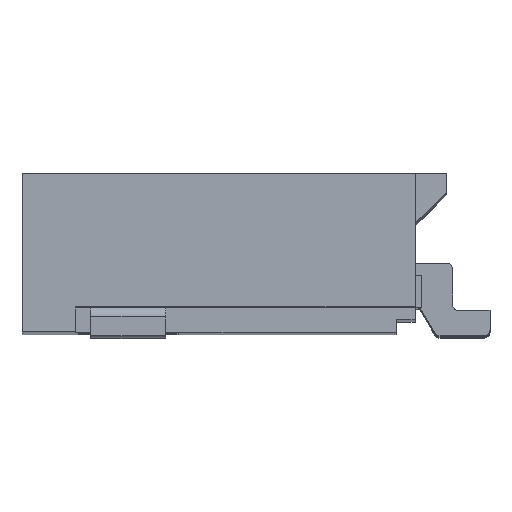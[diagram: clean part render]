
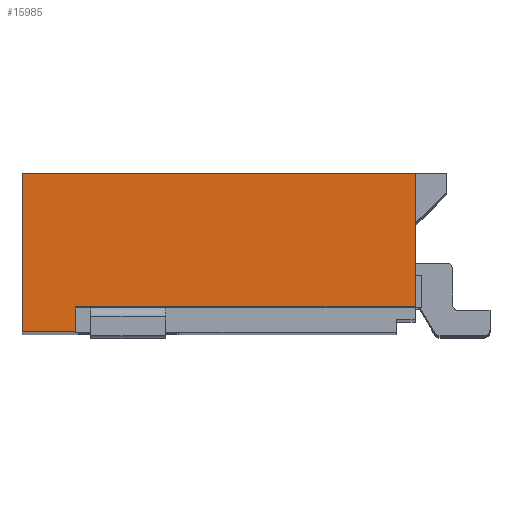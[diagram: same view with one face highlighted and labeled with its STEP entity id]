
A CAD part, top view. The second image highlights one B-rep face of the part: STEP entity #15985.
In plain terms, the highlighted planar face has unit normal (0, 0, 1).
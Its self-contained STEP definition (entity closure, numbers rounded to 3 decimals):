
#1197=DIRECTION('',(0.,-1.,0.));
#1198=VECTOR('',#1197,1.27);
#1199=CARTESIAN_POINT('',(0.,1.27,6.75));
#1200=LINE('14269',#1199,#1198);
#1241=DIRECTION('',(-1.,0.,0.));
#1242=VECTOR('',#1241,3.15);
#1243=CARTESIAN_POINT('',(3.15,1.27,6.75));
#1244=LINE('14270',#1243,#1242);
#1471=DIRECTION('',(1.,0.,0.));
#1472=VECTOR('',#1471,0.43);
#1473=CARTESIAN_POINT('',(0.,0.,6.75));
#1474=LINE('14268',#1473,#1472);
#1479=DIRECTION('',(-1.,0.,0.));
#1480=VECTOR('',#1479,2.72);
#1481=CARTESIAN_POINT('',(3.15,0.2,6.75));
#1482=LINE('14261',#1481,#1480);
#1483=DIRECTION('',(0.,-1.,0.));
#1484=VECTOR('',#1483,1.07);
#1485=CARTESIAN_POINT('',(3.15,1.27,6.75));
#1486=LINE('14247',#1485,#1484);
#1742=DIRECTION('',(0.,-1.,0.));
#1743=VECTOR('',#1742,0.2);
#1744=CARTESIAN_POINT('',(0.43,0.2,6.75));
#1745=LINE('14267',#1744,#1743);
#12221=CARTESIAN_POINT('',(3.15,0.2,6.75));
#12223=VERTEX_POINT('',#12221);
#12225=CARTESIAN_POINT('',(3.15,1.27,6.75));
#12226=VERTEX_POINT('',#12225);
#12245=CARTESIAN_POINT('',(0.43,0.2,6.75));
#12246=VERTEX_POINT('',#12245);
#12253=CARTESIAN_POINT('',(0.43,0.,6.75));
#12254=VERTEX_POINT('',#12253);
#12255=CARTESIAN_POINT('',(0.,0.,6.75));
#12256=VERTEX_POINT('',#12255);
#12257=CARTESIAN_POINT('',(0.,1.27,6.75));
#12258=VERTEX_POINT('',#12257);
#15969=CARTESIAN_POINT('',(1.575,0.635,6.75));
#15970=DIRECTION('',(0.,0.,1.));
#15971=DIRECTION('',(1.,0.,0.));
#15972=AXIS2_PLACEMENT_3D('',#15969,#15970,#15971);
#15973=PLANE('11363',#15972);
#15975=ORIENTED_EDGE('14261',*,*,#15974,.T.);
#15977=ORIENTED_EDGE('14267',*,*,#15976,.T.);
#15978=ORIENTED_EDGE('14268',*,*,#15738,.F.);
#15979=ORIENTED_EDGE('14269',*,*,#15047,.F.);
#15980=ORIENTED_EDGE('14270',*,*,#15144,.F.);
#15982=ORIENTED_EDGE('14247',*,*,#15981,.T.);
#15983=EDGE_LOOP('11363',(#15975,#15977,#15978,#15979,#15980,#15982));
#15984=FACE_OUTER_BOUND('11363',#15983,.F.);
#15985=ADVANCED_FACE('11363',(#15984),#15973,.T.);
#15047=EDGE_CURVE('14269',#12258,#12256,#1200,.T.);
#15144=EDGE_CURVE('14270',#12226,#12258,#1244,.T.);
#15738=EDGE_CURVE('14268',#12256,#12254,#1474,.T.);
#15974=EDGE_CURVE('14261',#12223,#12246,#1482,.T.);
#15976=EDGE_CURVE('14267',#12246,#12254,#1745,.T.);
#15981=EDGE_CURVE('14247',#12226,#12223,#1486,.T.);
